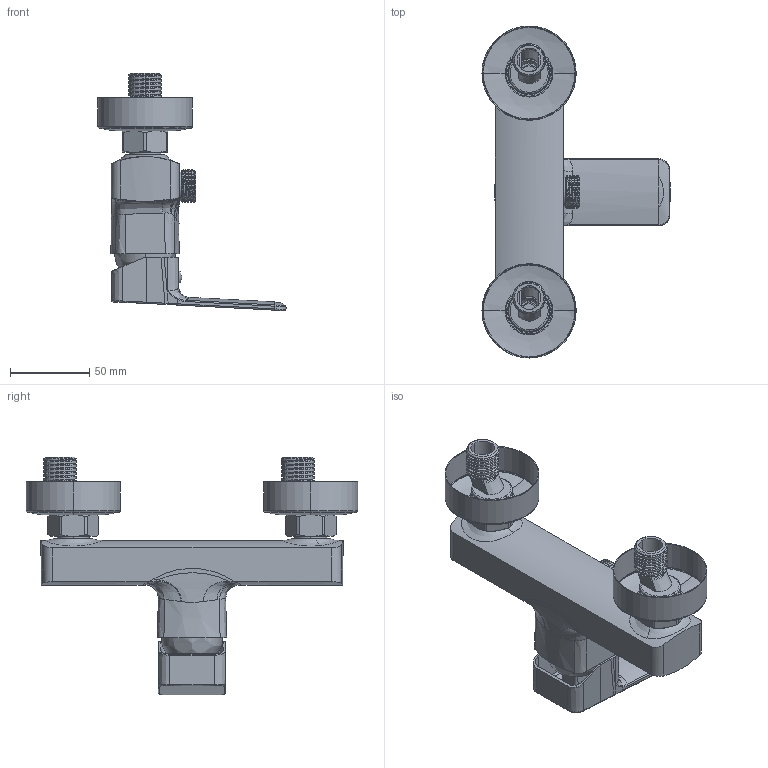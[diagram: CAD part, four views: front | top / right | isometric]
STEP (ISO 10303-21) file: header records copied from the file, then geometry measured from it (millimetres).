
FILE_DESCRIPTION(/* description */ (''),/* implementation_level */ '2;1');
FILE_NAME(/* name */ 'BLO_040M.stp',/* time_stamp */ '2022-07-03T17:11:39+08:00',/* author */ (''),/* organization */ (''),/* preprocessor_version */ 'ST-DEVELOPER v16',/* originating_system */ 'SIEMENS PLM Software NX 10.0',/* authorisation */ '');
FILE_SCHEMA (('AP203_CONFIGURATION_CONTROLLED_3D_DESIGN_OF_MECHANICAL_PARTS_AND_ASSEMBLIES_MIM_LF { 1 0 10303 403 2 1 2}'));
Products named in the file (1): Admi776CD82Ffl14
Bounding box: 118.68 x 209.5 x 150.08 mm (x, y, z)
Volume: 176807.8 mm3; surface area: 150081.4 mm2
Topology: 21 solids, 21 shells, 1238 faces, 3205 edges, 2029 vertices
Faces by surface type: bspline 383, cylinder 376, plane 296, cone 100, torus 66, sphere 17
Full cylindrical faces by diameter (mm): 4.2 x1, 6.8 x1
Entity records: 68419 total; most frequent: CARTESIAN_POINT 41513, ORIENTED_EDGE 6356, DIRECTION 4376, EDGE_CURVE 3178, VERTEX_POINT 2032, AXIS2_PLACEMENT_3D 1730, B_SPLINE_CURVE_WITH_KNOTS 1387, EDGE_LOOP 1332
